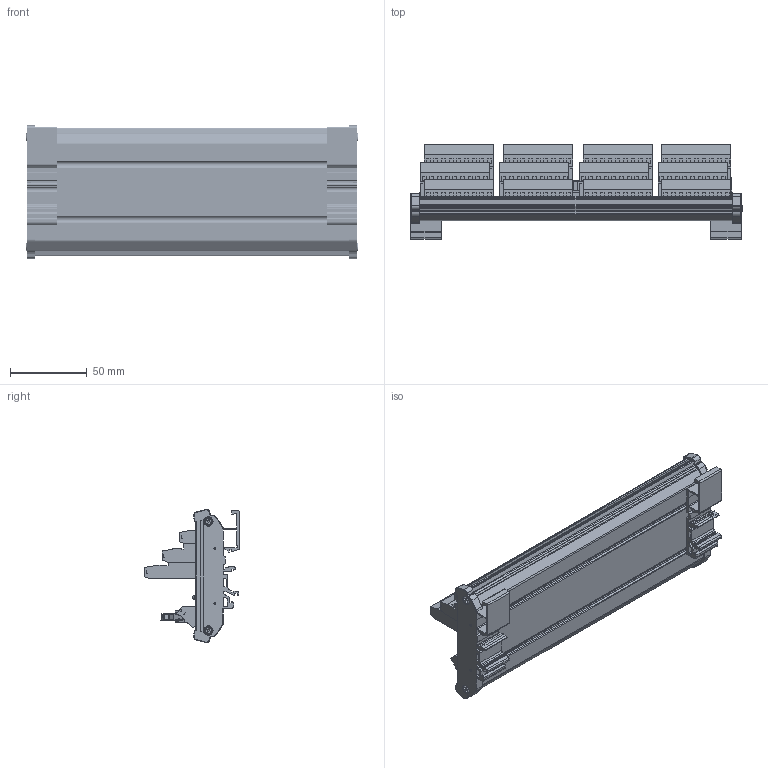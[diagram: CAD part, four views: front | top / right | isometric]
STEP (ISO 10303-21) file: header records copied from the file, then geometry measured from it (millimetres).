
FILE_DESCRIPTION (( 'STEP AP214' ), '1' );
FILE_NAME ('ZL-LTB32-24-1.STEP', '2016-09-22T14:07:18', ( '' ), ( '' ), 'SwSTEP 2.0', 'SolidWorks 2016', '' );
FILE_SCHEMA (( 'AUTOMOTIVE_DESIGN' ));
Length unit declared in the file: millimetre
Products named in the file (1): ZL-LTB32-24-1
Bounding box: 216.5 x 61.79 x 86.83 mm (x, y, z)
Volume: 241052.2 mm3; surface area: 193510.6 mm2
Topology: 115 solids, 115 shells, 4770 faces, 11832 edges, 7770 vertices
Faces by surface type: plane 2908, cylinder 1705, sphere 74, torus 67, cone 16
Entity records: 195348 total; most frequent: DIRECTION 25234, CARTESIAN_POINT 24315, ORIENTED_EDGE 23376, EDGE_CURVE 11688, AXIS2_PLACEMENT_3D 8815, VERTEX_POINT 7706, VECTOR 7604, LINE 7604
